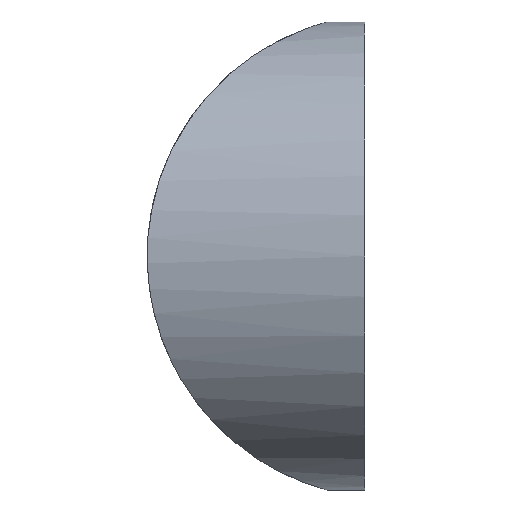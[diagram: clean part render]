
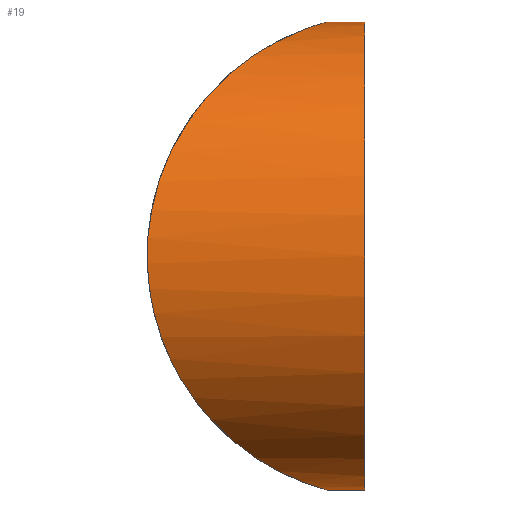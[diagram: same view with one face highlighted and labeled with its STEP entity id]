
A CAD part, front view. The second image highlights one B-rep face of the part: STEP entity #19.
In plain terms, the highlighted cylindrical face has radius 12.5 mm (diameter 25 mm), a partial arc.
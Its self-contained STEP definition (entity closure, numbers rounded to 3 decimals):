
#4 = LINE ( 'NONE', #208, #215 ) ;
#6 = CARTESIAN_POINT ( 'NONE',  ( -0.906, 8.401, -11.815 ) ) ;
#8 = CARTESIAN_POINT ( 'NONE',  ( -6.655, 1.998, 6.792 ) ) ;
#9 = CARTESIAN_POINT ( 'NONE',  ( -7.657, 0.952, -4.804 ) ) ;
#10 = CARTESIAN_POINT ( 'NONE',  ( -8.571, 0.004, 0.563 ) ) ;
#14 = CARTESIAN_POINT ( 'NONE',  ( -7.312, 1.311, -5.59 ) ) ;
#17 = CARTESIAN_POINT ( 'NONE',  ( -2.029, 7.025, -11.261 ) ) ;
#19 = ADVANCED_FACE ( 'NONE', ( #39 ), #184, .T. ) ;
#21 = CARTESIAN_POINT ( 'NONE',  ( -7.252, 1.374, 5.714 ) ) ;
#23 = CARTESIAN_POINT ( 'NONE',  ( 0.946, 11.578, 12.474 ) ) ;
#24 = CARTESIAN_POINT ( 'NONE',  ( -8.572, 0.003, -0.374 ) ) ;
#25 = VERTEX_POINT ( 'NONE', #72 ) ;
#27 = CARTESIAN_POINT ( 'NONE',  ( -5.814, 2.882, -8.025 ) ) ;
#29 = CARTESIAN_POINT ( 'NONE',  ( -6.495, 2.166, -7.044 ) ) ;
#32 = ORIENTED_EDGE ( 'NONE', *, *, #158, .T. ) ;
#37 = AXIS2_PLACEMENT_3D ( 'NONE', #210, #104, #55 ) ;
#38 = CARTESIAN_POINT ( 'NONE',  ( -7.76, 0.845, 4.538 ) ) ;
#39 = FACE_OUTER_BOUND ( 'NONE', #175, .T. ) ;
#41 = CARTESIAN_POINT ( 'NONE',  ( 1.048, 12.03, 12.5 ) ) ;
#44 = CARTESIAN_POINT ( 'NONE',  ( -8.392, 0.189, -2.213 ) ) ;
#51 = CARTESIAN_POINT ( 'NONE',  ( 1.048, 12.5, 12.5 ) ) ;
#52 = CARTESIAN_POINT ( 'NONE',  ( -6.436, 2.227, 7.133 ) ) ;
#54 = VECTOR ( 'NONE', #84, 1000. ) ;
#55 = DIRECTION ( 'NONE',  ( 0., 0., -1. ) ) ;
#65 = CARTESIAN_POINT ( 'NONE',  ( -8.576, -0.001, -0.137 ) ) ;
#67 = CARTESIAN_POINT ( 'NONE',  ( -3.435, 5.445, -10.326 ) ) ;
#72 = CARTESIAN_POINT ( 'NONE',  ( 3.045, 12.5, -12.5 ) ) ;
#76 = CARTESIAN_POINT ( 'NONE',  ( -7.813, 0.79, -4.396 ) ) ;
#78 = CARTESIAN_POINT ( 'NONE',  ( -8.436, 0.144, 1.947 ) ) ;
#79 = CARTESIAN_POINT ( 'NONE',  ( 0.387, 10.285, -12.309 ) ) ;
#84 = DIRECTION ( 'NONE',  ( 1., 0., 0. ) ) ;
#88 = CARTESIAN_POINT ( 'NONE',  ( 0.399, 10.306, 12.312 ) ) ;
#91 = CARTESIAN_POINT ( 'NONE',  ( -3.67, 5.187, 10.144 ) ) ;
#99 = CIRCLE ( 'NONE', #37, 12.5 ) ;
#100 = CARTESIAN_POINT ( 'NONE',  ( -8.532, 0.044, -1.071 ) ) ;
#102 = CARTESIAN_POINT ( 'NONE',  ( 1.048, 12.5, 12.5 ) ) ;
#104 = DIRECTION ( 'NONE',  ( 1., 0., 0. ) ) ;
#107 = VERTEX_POINT ( 'NONE', #200 ) ;
#108 = CARTESIAN_POINT ( 'NONE',  ( -8.55, 0.026, -0.84 ) ) ;
#109 = CARTESIAN_POINT ( 'NONE',  ( -5.749, 2.951, 8.106 ) ) ;
#110 = ORIENTED_EDGE ( 'NONE', *, *, #123, .F. ) ;
#114 = CARTESIAN_POINT ( 'NONE',  ( -0.877, 8.438, 11.828 ) ) ;
#115 = CARTESIAN_POINT ( 'NONE',  ( -8.042, 0.552, 3.7 ) ) ;
#116 = CARTESIAN_POINT ( 'NONE',  ( -2.598, 6.378, -10.923 ) ) ;
#117 = CARTESIAN_POINT ( 'NONE',  ( 0.927, 11.569, -12.467 ) ) ;
#118 = CARTESIAN_POINT ( 'NONE',  ( 0.858, 11.346, -12.449 ) ) ;
#123 = EDGE_CURVE ( 'NONE', #107, #25, #99, .T. ) ;
#124 = CARTESIAN_POINT ( 'NONE',  ( 0.616, 10.709, 12.379 ) ) ;
#126 = CARTESIAN_POINT ( 'NONE',  ( -0.341, 9.157, 12.051 ) ) ;
#131 = EDGE_CURVE ( 'NONE', #132, #25, #4, .T. ) ;
#132 = VERTEX_POINT ( 'NONE', #156 ) ;
#133 = CARTESIAN_POINT ( 'NONE',  ( 0.61, 10.696, -12.377 ) ) ;
#134 = CARTESIAN_POINT ( 'NONE',  ( -3.712, 5.141, -10.111 ) ) ;
#135 = CARTESIAN_POINT ( 'NONE',  ( 1.048, 12.5, -12.5 ) ) ;
#136 = AXIS2_PLACEMENT_3D ( 'NONE', #153, #206, #191 ) ;
#138 = ORIENTED_EDGE ( 'NONE', *, *, #225, .F. ) ;
#139 = ORIENTED_EDGE ( 'NONE', *, *, #131, .T. ) ;
#140 = VERTEX_POINT ( 'NONE', #102 ) ;
#142 = DIRECTION ( 'NONE',  ( 1., 0., 0. ) ) ;
#144 = CARTESIAN_POINT ( 'NONE',  ( -6.712, 1.938, -6.699 ) ) ;
#146 = CARTESIAN_POINT ( 'NONE',  ( 1.048, 12.264, -12.5 ) ) ;
#153 = CARTESIAN_POINT ( 'NONE',  ( -9.655, 12.5, 0. ) ) ;
#156 = CARTESIAN_POINT ( 'NONE',  ( 1.048, 12.5, -12.5 ) ) ;
#158 = EDGE_CURVE ( 'NONE', #140, #132, #162, .T. ) ;
#159 = CARTESIAN_POINT ( 'NONE',  ( -7.601, 1.011, 4.942 ) ) ;
#162 = B_SPLINE_CURVE_WITH_KNOTS ( 'NONE', 3,
 ( #51, #41, #23, #124, #88, #209, #126, #114, #212, #181, #236, #172, #91, #197, #250, #237, #109, #52, #8, #247, #21, #159, #38, #115, #245, #231, #78, #170, #10, #65, #24, #108, #100, #214, #44, #178, #167, #76, #9, #14, #224, #144, #29, #27, #227, #238, #173, #134, #67, #116, #17, #193, #6, #207, #246, #79, #133, #118, #117, #221, #146, #135 ),
 .UNSPECIFIED., .F., .F.,
 ( 4, 2, 2, 2, 2, 2, 2, 2, 2, 2, 2, 2, 2, 2, 2, 2, 2, 2, 2, 2, 2, 2, 2, 2, 2, 2, 2, 2, 2, 2, 4 ),
 ( 0.022, 0.024, 0.025, 0.026, 0.028, 0.03, 0.032, 0.033, 0.036, 0.037, 0.039, 0.04, 0.042, 0.043, 0.044, 0.045, 0.046, 0.047, 0.048, 0.05, 0.051, 0.053, 0.055, 0.057, 0.058, 0.061, 0.062, 0.064, 0.065, 0.066, 0.066 ),
 .UNSPECIFIED. ) ;
#167 = CARTESIAN_POINT ( 'NONE',  ( -8.086, 0.506, -3.548 ) ) ;
#170 = CARTESIAN_POINT ( 'NONE',  ( -8.542, 0.034, 1.031 ) ) ;
#172 = CARTESIAN_POINT ( 'NONE',  ( -3.392, 5.492, 10.358 ) ) ;
#173 = CARTESIAN_POINT ( 'NONE',  ( -4.258, 4.546, -9.65 ) ) ;
#175 = EDGE_LOOP ( 'NONE', ( #138, #32, #139, #110 ) ) ;
#176 = CARTESIAN_POINT ( 'NONE',  ( -9.655, 12.5, 12.5 ) ) ;
#177 = LINE ( 'NONE', #176, #54 ) ;
#178 = CARTESIAN_POINT ( 'NONE',  ( -8.205, 0.383, -3.106 ) ) ;
#181 = CARTESIAN_POINT ( 'NONE',  ( -1.988, 7.073, 11.284 ) ) ;
#184 = CYLINDRICAL_SURFACE ( 'NONE', #136, 12.5 ) ;
#191 = DIRECTION ( 'NONE',  ( 0., 0., -1. ) ) ;
#193 = CARTESIAN_POINT ( 'NONE',  ( -1.186, 8.05, -11.687 ) ) ;
#197 = CARTESIAN_POINT ( 'NONE',  ( -4.213, 4.595, 9.69 ) ) ;
#200 = CARTESIAN_POINT ( 'NONE',  ( 3.045, 12.5, 12.5 ) ) ;
#206 = DIRECTION ( 'NONE',  ( 1., 0., 0. ) ) ;
#207 = CARTESIAN_POINT ( 'NONE',  ( -0.361, 9.129, -12.043 ) ) ;
#208 = CARTESIAN_POINT ( 'NONE',  ( -9.655, 12.5, -12.5 ) ) ;
#209 = CARTESIAN_POINT ( 'NONE',  ( -0.078, 9.531, 12.149 ) ) ;
#210 = CARTESIAN_POINT ( 'NONE',  ( 3.045, 12.5, 0. ) ) ;
#212 = CARTESIAN_POINT ( 'NONE',  ( -1.153, 8.09, 11.702 ) ) ;
#214 = CARTESIAN_POINT ( 'NONE',  ( -8.463, 0.116, -1.76 ) ) ;
#215 = VECTOR ( 'NONE', #142, 1000. ) ;
#221 = CARTESIAN_POINT ( 'NONE',  ( 1.023, 12.03, -12.493 ) ) ;
#224 = CARTESIAN_POINT ( 'NONE',  ( -7.121, 1.51, -5.971 ) ) ;
#225 = EDGE_CURVE ( 'NONE', #140, #107, #177, .T. ) ;
#227 = CARTESIAN_POINT ( 'NONE',  ( -5.319, 3.406, -8.611 ) ) ;
#231 = CARTESIAN_POINT ( 'NONE',  ( -8.359, 0.223, 2.395 ) ) ;
#236 = CARTESIAN_POINT ( 'NONE',  ( -2.554, 6.427, 10.951 ) ) ;
#237 = CARTESIAN_POINT ( 'NONE',  ( -5.256, 3.473, 8.68 ) ) ;
#238 = CARTESIAN_POINT ( 'NONE',  ( -4.529, 4.253, -9.401 ) ) ;
#245 = CARTESIAN_POINT ( 'NONE',  ( -8.162, 0.427, 3.272 ) ) ;
#246 = CARTESIAN_POINT ( 'NONE',  ( -0.097, 9.502, -12.142 ) ) ;
#247 = CARTESIAN_POINT ( 'NONE',  ( -7.062, 1.572, 6.083 ) ) ;
#250 = CARTESIAN_POINT ( 'NONE',  ( -4.478, 4.308, 9.449 ) ) ;
